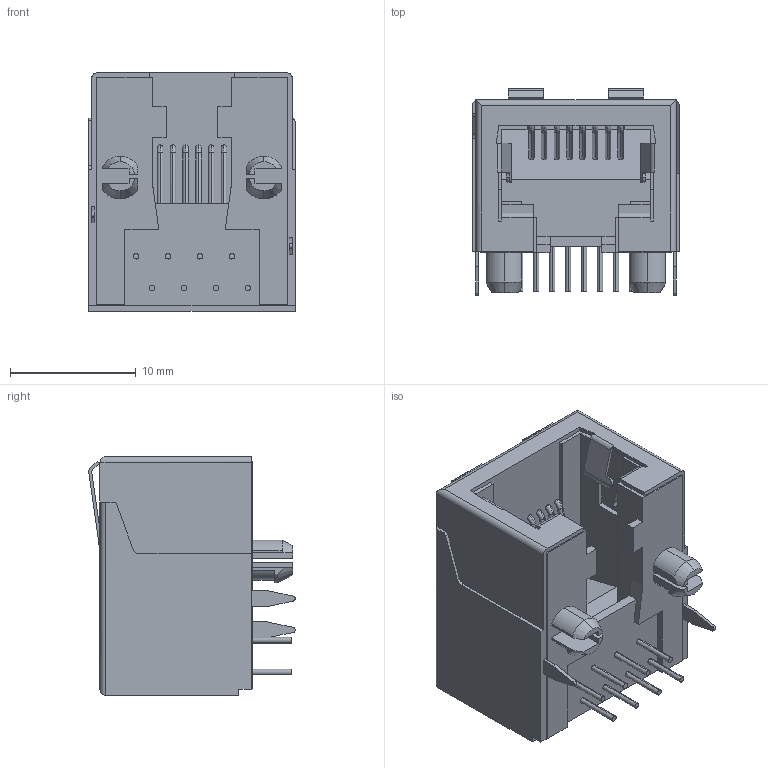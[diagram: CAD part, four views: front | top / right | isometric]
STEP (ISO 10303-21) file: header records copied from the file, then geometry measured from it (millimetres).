
FILE_DESCRIPTION(('STEP AP214'),'1');
FILE_NAME('3-5338556-1.stp','2018-10-23T11:19:59',('TraceParts'),('TraceParts S.A.'),'Spatial InterOp 3D',' ',' ');
FILE_SCHEMA(('automotive_design'));
Length unit declared in the file: millimetre
Products named in the file (1): 3-5338556-1
Bounding box: 16.45 x 16.45 x 19 mm (x, y, z)
Volume: 2396.2 mm3; surface area: 2337.5 mm2
Topology: 1 solids, 1 shells, 283 faces, 783 edges, 512 vertices
Faces by surface type: plane 176, cylinder 83, torus 16, cone 8
Entity records: 10069 total; most frequent: CARTESIAN_POINT 2754, ORIENTED_EDGE 1566, DIRECTION 1452, EDGE_CURVE 783, LINE 556, VECTOR 556, VERTEX_POINT 512, AXIS2_PLACEMENT_3D 448
